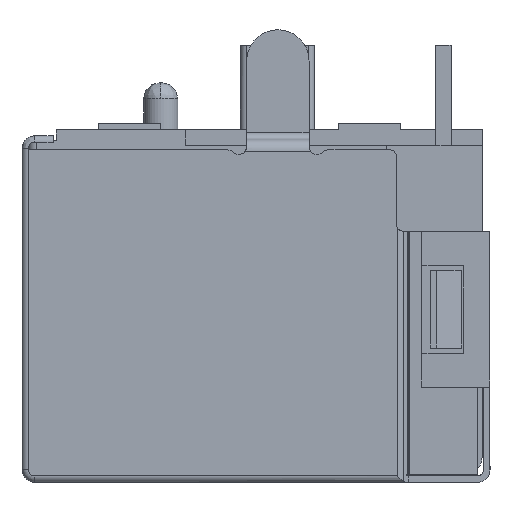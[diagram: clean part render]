
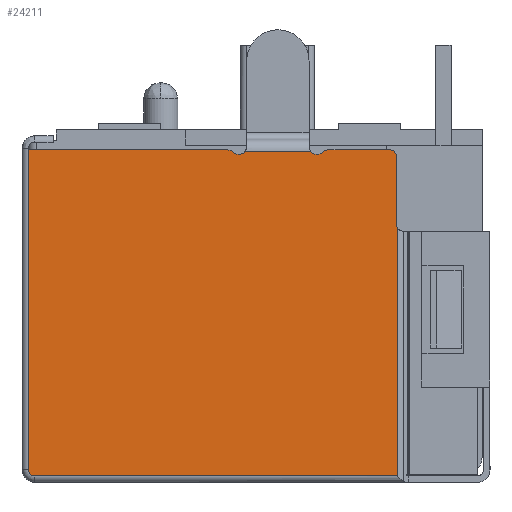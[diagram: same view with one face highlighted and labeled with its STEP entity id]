
A CAD part, left-side view. The second image highlights one B-rep face of the part: STEP entity #24211.
In plain terms, the highlighted planar face has unit normal (-1, 0, 0).
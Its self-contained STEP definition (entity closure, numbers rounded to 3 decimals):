
#20663=CARTESIAN_POINT('',(-8.1,-20.915,-0.6));
#20664=DIRECTION('',(-1.,0.,0.));
#20665=DIRECTION('',(0.,1.,0.));
#20666=AXIS2_PLACEMENT_3D('',#20663,#20664,#20665);
#20668=CARTESIAN_POINT('',(-8.1,-27.108,-0.9));
#20669=DIRECTION('',(1.,0.,0.));
#20670=DIRECTION('',(0.,0.,1.));
#20671=AXIS2_PLACEMENT_3D('',#20668,#20669,#20670);
#20673=CARTESIAN_POINT('',(-8.1,-27.465,-0.55));
#20674=DIRECTION('',(-1.,0.,0.));
#20675=DIRECTION('',(0.,0.714,-0.7));
#20676=AXIS2_PLACEMENT_3D('',#20673,#20674,#20675);
#20678=CARTESIAN_POINT('',(-8.1,-29.965,-0.55));
#20679=DIRECTION('',(-1.,0.,0.));
#20680=DIRECTION('',(0.,0.8,-0.6));
#20681=AXIS2_PLACEMENT_3D('',#20678,#20679,#20680);
#20683=CARTESIAN_POINT('',(-8.1,-30.322,-0.9));
#20684=DIRECTION('',(1.,0.,0.));
#20685=DIRECTION('',(0.,0.714,0.7));
#20686=AXIS2_PLACEMENT_3D('',#20683,#20684,#20685);
#20688=CARTESIAN_POINT('',(-8.1,-32.315,-0.85));
#20689=DIRECTION('',(1.,0.,0.));
#20690=DIRECTION('',(0.,0.,1.));
#20691=AXIS2_PLACEMENT_3D('',#20688,#20689,#20690);
#20693=CARTESIAN_POINT('',(-8.1,-32.715,-3.05));
#20694=DIRECTION('',(-1.,0.,0.));
#20695=DIRECTION('',(0.,1.,0.));
#20696=AXIS2_PLACEMENT_3D('',#20693,#20694,#20695);
#20698=CARTESIAN_POINT('',(-8.1,-20.915,-10.9));
#20699=DIRECTION('',(1.,0.,0.));
#20700=DIRECTION('',(0.,0.,-1.));
#20701=AXIS2_PLACEMENT_3D('',#20698,#20699,#20700);
#20703=DIRECTION('',(0.,0.,-1.));
#20704=VECTOR('',#20703,10.3);
#20705=CARTESIAN_POINT('',(-8.1,-20.715,-0.6));
#20706=LINE('',#20705,#20704);
#20751=DIRECTION('',(0.,-1.,0.));
#20752=VECTOR('',#20751,11.644);
#20753=CARTESIAN_POINT('',(-8.1,-20.915,-11.1));
#20754=LINE('',#20753,#20752);
#20755=DIRECTION('',(0.,0.,1.));
#20756=VECTOR('',#20755,7.925);
#20757=CARTESIAN_POINT('',(-8.1,-32.559,
-11.1));
#20758=LINE('',#20757,#20756);
#20784=DIRECTION('',(0.,0.,1.));
#20785=VECTOR('',#20784,2.2);
#20786=CARTESIAN_POINT('',(-8.1,-32.515,-3.05));
#20787=LINE('',#20786,#20785);
#23161=DIRECTION('',(0.,-1.,0.));
#23162=VECTOR('',#23161,1.993);
#23163=CARTESIAN_POINT('',(-8.1,-30.322,-0.65));
#23164=LINE('',#23163,#23162);
#23201=DIRECTION('',(0.,1.,0.));
#23202=VECTOR('',#23201,2.1);
#23203=CARTESIAN_POINT('',(-8.1,-29.765,-0.7));
#23204=LINE('',#23203,#23202);
#23337=DIRECTION('',(0.,-1.,0.));
#23338=VECTOR('',#23337,6.387);
#23339=CARTESIAN_POINT('',(-8.1,-20.722,-0.65));
#23340=LINE('',#23339,#23338);
#23414=CARTESIAN_POINT('',(-8.1,-20.715,-0.6));
#23415=CARTESIAN_POINT('',(-8.1,-20.722,-0.65));
#23416=VERTEX_POINT('',#23414);
#23417=VERTEX_POINT('',#23415);
#23428=CARTESIAN_POINT('',(-8.1,-20.715,-10.9));
#23429=VERTEX_POINT('',#23428);
#23430=CARTESIAN_POINT('',(-8.1,-20.915,-11.1));
#23431=VERTEX_POINT('',#23430);
#23432=CARTESIAN_POINT('',(-8.1,-32.559,
-11.1));
#23433=VERTEX_POINT('',#23432);
#23434=CARTESIAN_POINT('',(-8.1,-32.559,
-3.175));
#23435=VERTEX_POINT('',#23434);
#23436=CARTESIAN_POINT('',(-8.1,-32.515,
-3.05));
#23437=VERTEX_POINT('',#23436);
#23438=CARTESIAN_POINT('',(-8.1,-32.515,-0.85));
#23439=VERTEX_POINT('',#23438);
#23440=CARTESIAN_POINT('',(-8.1,-32.315,-0.65));
#23441=VERTEX_POINT('',#23440);
#23442=CARTESIAN_POINT('',(-8.1,-30.322,-0.65));
#23443=VERTEX_POINT('',#23442);
#23444=CARTESIAN_POINT('',(-8.1,-30.144,-0.725));
#23445=VERTEX_POINT('',#23444);
#23446=CARTESIAN_POINT('',(-8.1,-29.765,-0.7));
#23447=VERTEX_POINT('',#23446);
#23448=CARTESIAN_POINT('',(-8.1,-27.665,-0.7));
#23449=VERTEX_POINT('',#23448);
#23450=CARTESIAN_POINT('',(-8.1,-27.287,-0.725));
#23451=VERTEX_POINT('',#23450);
#23452=CARTESIAN_POINT('',(-8.1,-27.108,-0.65));
#23453=VERTEX_POINT('',#23452);
#24175=CARTESIAN_POINT('',(-8.1,-26.637,-5.85));
#24176=DIRECTION('',(1.,0.,0.));
#24177=DIRECTION('',(0.,1.,0.));
#24178=AXIS2_PLACEMENT_3D('',#24175,#24176,#24177);
#24179=PLANE('',#24178);
#24181=ORIENTED_EDGE('',*,*,#24180,.F.);
#24182=ORIENTED_EDGE('',*,*,#24154,.T.);
#24184=ORIENTED_EDGE('',*,*,#24183,.T.);
#24186=ORIENTED_EDGE('',*,*,#24185,.T.);
#24188=ORIENTED_EDGE('',*,*,#24187,.T.);
#24190=ORIENTED_EDGE('',*,*,#24189,.F.);
#24192=ORIENTED_EDGE('',*,*,#24191,.T.);
#24194=ORIENTED_EDGE('',*,*,#24193,.T.);
#24196=ORIENTED_EDGE('',*,*,#24195,.T.);
#24198=ORIENTED_EDGE('',*,*,#24197,.T.);
#24200=ORIENTED_EDGE('',*,*,#24199,.F.);
#24202=ORIENTED_EDGE('',*,*,#24201,.T.);
#24204=ORIENTED_EDGE('',*,*,#24203,.F.);
#24206=ORIENTED_EDGE('',*,*,#24205,.F.);
#24208=ORIENTED_EDGE('',*,*,#24207,.T.);
#24209=EDGE_LOOP('',(#24181,#24182,#24184,#24186,#24188,#24190,#24192,#24194,
#24196,#24198,#24200,#24202,#24204,#24206,#24208));
#24210=FACE_OUTER_BOUND('',#24209,.F.);
#24211=ADVANCED_FACE('',(#24210),#24179,.F.);
#20667=CIRCLE('',#20666,0.2);
#20672=CIRCLE('',#20671,0.25);
#20677=CIRCLE('',#20676,0.25);
#20682=CIRCLE('',#20681,0.25);
#20687=CIRCLE('',#20686,0.25);
#20692=CIRCLE('',#20691,0.2);
#20697=CIRCLE('',#20696,0.2);
#20702=CIRCLE('',#20701,0.2);
#24154=EDGE_CURVE('',#23416,#23417,#20667,.T.);
#24180=EDGE_CURVE('',#23416,#23429,#20706,.T.);
#24183=EDGE_CURVE('',#23417,#23453,#23340,.T.);
#24185=EDGE_CURVE('',#23453,#23451,#20672,.T.);
#24187=EDGE_CURVE('',#23451,#23449,#20677,.T.);
#24189=EDGE_CURVE('',#23447,#23449,#23204,.T.);
#24191=EDGE_CURVE('',#23447,#23445,#20682,.T.);
#24193=EDGE_CURVE('',#23445,#23443,#20687,.T.);
#24195=EDGE_CURVE('',#23443,#23441,#23164,.T.);
#24197=EDGE_CURVE('',#23441,#23439,#20692,.T.);
#24199=EDGE_CURVE('',#23437,#23439,#20787,.T.);
#24201=EDGE_CURVE('',#23437,#23435,#20697,.T.);
#24203=EDGE_CURVE('',#23433,#23435,#20758,.T.);
#24205=EDGE_CURVE('',#23431,#23433,#20754,.T.);
#24207=EDGE_CURVE('',#23431,#23429,#20702,.T.);
